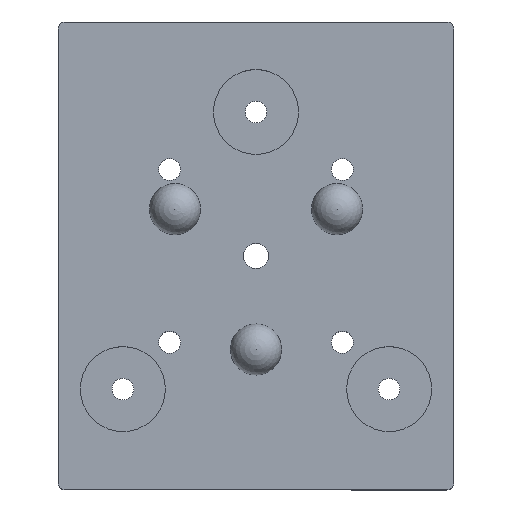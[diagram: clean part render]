
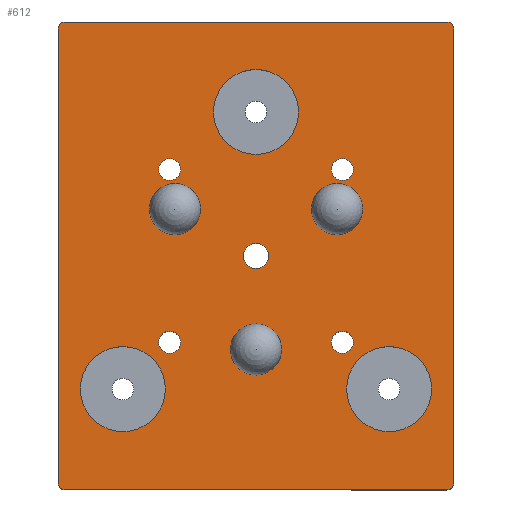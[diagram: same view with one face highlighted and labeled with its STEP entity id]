
A CAD part, top view. The second image highlights one B-rep face of the part: STEP entity #612.
In plain terms, the highlighted face is planar.
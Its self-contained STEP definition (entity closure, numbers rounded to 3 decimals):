
#27=CIRCLE('',#656,1.525);
#29=CIRCLE('',#659,1.525);
#31=CIRCLE('',#662,1.525);
#33=CIRCLE('',#665,1.525);
#35=CIRCLE('',#668,1.75);
#36=CIRCLE('',#670,1.);
#38=CIRCLE('',#674,1.);
#40=CIRCLE('',#677,1.);
#41=CIRCLE('',#678,1.);
#42=CIRCLE('',#679,3.55);
#43=CIRCLE('',#680,3.55);
#44=CIRCLE('',#681,3.55);
#45=CIRCLE('',#682,5.9);
#46=CIRCLE('',#683,5.9);
#47=CIRCLE('',#684,5.9);
#78=FACE_BOUND('',#152,.T.);
#79=FACE_BOUND('',#153,.T.);
#80=FACE_BOUND('',#154,.T.);
#81=FACE_BOUND('',#155,.T.);
#82=FACE_BOUND('',#156,.T.);
#83=FACE_BOUND('',#157,.T.);
#84=FACE_BOUND('',#158,.T.);
#85=FACE_BOUND('',#159,.T.);
#86=FACE_BOUND('',#160,.T.);
#87=FACE_BOUND('',#161,.T.);
#88=FACE_BOUND('',#162,.T.);
#116=FACE_OUTER_BOUND('',#151,.T.);
#151=EDGE_LOOP('',(#490,#491,#492,#493,#494,#495,#496,#497));
#152=EDGE_LOOP('',(#498));
#153=EDGE_LOOP('',(#499));
#154=EDGE_LOOP('',(#500));
#155=EDGE_LOOP('',(#501));
#156=EDGE_LOOP('',(#502));
#157=EDGE_LOOP('',(#503));
#158=EDGE_LOOP('',(#504));
#159=EDGE_LOOP('',(#505));
#160=EDGE_LOOP('',(#506));
#161=EDGE_LOOP('',(#507));
#162=EDGE_LOOP('',(#508));
#209=LINE('',#956,#254);
#220=LINE('',#1003,#265);
#223=LINE('',#1012,#268);
#224=LINE('',#1016,#269);
#254=VECTOR('',#758,10.);
#265=VECTOR('',#807,10.);
#268=VECTOR('',#818,10.);
#269=VECTOR('',#821,10.);
#293=VERTEX_POINT('',#954);
#294=VERTEX_POINT('',#955);
#298=VERTEX_POINT('',#965);
#300=VERTEX_POINT('',#971);
#302=VERTEX_POINT('',#977);
#304=VERTEX_POINT('',#983);
#306=VERTEX_POINT('',#989);
#308=VERTEX_POINT('',#994);
#309=VERTEX_POINT('',#996);
#311=VERTEX_POINT('',#1002);
#313=VERTEX_POINT('',#1011);
#314=VERTEX_POINT('',#1013);
#315=VERTEX_POINT('',#1015);
#316=VERTEX_POINT('',#1018);
#317=VERTEX_POINT('',#1020);
#318=VERTEX_POINT('',#1022);
#319=VERTEX_POINT('',#1024);
#320=VERTEX_POINT('',#1026);
#321=VERTEX_POINT('',#1028);
#355=EDGE_CURVE('',#293,#294,#209,.T.);
#361=EDGE_CURVE('',#298,#298,#27,.T.);
#364=EDGE_CURVE('',#300,#300,#29,.T.);
#367=EDGE_CURVE('',#302,#302,#31,.T.);
#370=EDGE_CURVE('',#304,#304,#33,.T.);
#373=EDGE_CURVE('',#306,#306,#35,.T.);
#375=EDGE_CURVE('',#308,#309,#36,.T.);
#378=EDGE_CURVE('',#311,#309,#220,.T.);
#381=EDGE_CURVE('',#311,#293,#38,.T.);
#383=EDGE_CURVE('',#313,#308,#223,.T.);
#384=EDGE_CURVE('',#314,#313,#40,.T.);
#385=EDGE_CURVE('',#315,#314,#224,.T.);
#386=EDGE_CURVE('',#294,#315,#41,.T.);
#387=EDGE_CURVE('',#316,#316,#42,.T.);
#388=EDGE_CURVE('',#317,#317,#43,.T.);
#389=EDGE_CURVE('',#318,#318,#44,.T.);
#390=EDGE_CURVE('',#319,#319,#45,.T.);
#391=EDGE_CURVE('',#320,#320,#46,.T.);
#392=EDGE_CURVE('',#321,#321,#47,.T.);
#490=ORIENTED_EDGE('',*,*,#355,.F.);
#491=ORIENTED_EDGE('',*,*,#381,.F.);
#492=ORIENTED_EDGE('',*,*,#378,.T.);
#493=ORIENTED_EDGE('',*,*,#375,.F.);
#494=ORIENTED_EDGE('',*,*,#383,.F.);
#495=ORIENTED_EDGE('',*,*,#384,.F.);
#496=ORIENTED_EDGE('',*,*,#385,.F.);
#497=ORIENTED_EDGE('',*,*,#386,.F.);
#498=ORIENTED_EDGE('',*,*,#387,.T.);
#499=ORIENTED_EDGE('',*,*,#388,.T.);
#500=ORIENTED_EDGE('',*,*,#389,.T.);
#501=ORIENTED_EDGE('',*,*,#390,.T.);
#502=ORIENTED_EDGE('',*,*,#391,.T.);
#503=ORIENTED_EDGE('',*,*,#392,.T.);
#504=ORIENTED_EDGE('',*,*,#361,.T.);
#505=ORIENTED_EDGE('',*,*,#364,.T.);
#506=ORIENTED_EDGE('',*,*,#367,.T.);
#507=ORIENTED_EDGE('',*,*,#370,.T.);
#508=ORIENTED_EDGE('',*,*,#373,.T.);
#589=PLANE('',#676);
#612=ADVANCED_FACE('',(#116,#78,#79,#80,#81,#82,#83,#84,#85,#86,#87,#88),
#589,.T.);
#656=AXIS2_PLACEMENT_3D('',#967,#767,#768);
#659=AXIS2_PLACEMENT_3D('',#973,#774,#775);
#662=AXIS2_PLACEMENT_3D('',#979,#781,#782);
#665=AXIS2_PLACEMENT_3D('',#985,#788,#789);
#668=AXIS2_PLACEMENT_3D('',#991,#795,#796);
#670=AXIS2_PLACEMENT_3D('',#997,#800,#801);
#674=AXIS2_PLACEMENT_3D('',#1008,#812,#813);
#676=AXIS2_PLACEMENT_3D('',#1010,#816,#817);
#677=AXIS2_PLACEMENT_3D('',#1014,#819,#820);
#678=AXIS2_PLACEMENT_3D('',#1017,#822,#823);
#679=AXIS2_PLACEMENT_3D('',#1019,#824,#825);
#680=AXIS2_PLACEMENT_3D('',#1021,#826,#827);
#681=AXIS2_PLACEMENT_3D('',#1023,#828,#829);
#682=AXIS2_PLACEMENT_3D('',#1025,#830,#831);
#683=AXIS2_PLACEMENT_3D('',#1027,#832,#833);
#684=AXIS2_PLACEMENT_3D('',#1029,#834,#835);
#758=DIRECTION('',(0.,-1.,0.));
#767=DIRECTION('center_axis',(-1.,0.,0.));
#768=DIRECTION('ref_axis',(0.,0.,-1.));
#774=DIRECTION('center_axis',(-1.,0.,0.));
#775=DIRECTION('ref_axis',(0.,0.,-1.));
#781=DIRECTION('center_axis',(-1.,0.,0.));
#782=DIRECTION('ref_axis',(0.,0.,-1.));
#788=DIRECTION('center_axis',(-1.,0.,0.));
#789=DIRECTION('ref_axis',(0.,0.,-1.));
#795=DIRECTION('center_axis',(-1.,0.,0.));
#796=DIRECTION('ref_axis',(0.,0.,-1.));
#800=DIRECTION('center_axis',(-1.,0.,0.));
#801=DIRECTION('ref_axis',(0.,0.707,0.707));
#807=DIRECTION('',(0.,0.,1.));
#812=DIRECTION('center_axis',(-1.,0.,0.));
#813=DIRECTION('ref_axis',(0.,0.707,-0.707));
#816=DIRECTION('center_axis',(1.,0.,0.));
#817=DIRECTION('ref_axis',(0.,1.,0.));
#818=DIRECTION('',(0.,1.,0.));
#819=DIRECTION('center_axis',(-1.,0.,0.));
#820=DIRECTION('ref_axis',(0.,-0.707,0.707));
#821=DIRECTION('',(0.,0.,1.));
#822=DIRECTION('center_axis',(-1.,0.,0.));
#823=DIRECTION('ref_axis',(0.,-0.707,-0.707));
#824=DIRECTION('center_axis',(-1.,0.,0.));
#825=DIRECTION('ref_axis',(0.,0.,1.));
#826=DIRECTION('center_axis',(-1.,0.,0.));
#827=DIRECTION('ref_axis',(0.,0.,1.));
#828=DIRECTION('center_axis',(-1.,0.,0.));
#829=DIRECTION('ref_axis',(0.,0.,1.));
#830=DIRECTION('center_axis',(-1.,0.,0.));
#831=DIRECTION('ref_axis',(0.,1.,0.));
#832=DIRECTION('center_axis',(-1.,0.,0.));
#833=DIRECTION('ref_axis',(0.,1.,0.));
#834=DIRECTION('center_axis',(-1.,0.,0.));
#835=DIRECTION('ref_axis',(0.,1.,0.));
#954=CARTESIAN_POINT('',(0.,64.,0.));
#955=CARTESIAN_POINT('',(0.,1.,0.));
#956=CARTESIAN_POINT('',(0.,16.25,0.));
#965=CARTESIAN_POINT('',(0.,44.5,41.025));
#967=CARTESIAN_POINT('Origin',(0.,44.5,39.5));
#971=CARTESIAN_POINT('',(0.,20.5,17.025));
#973=CARTESIAN_POINT('Origin',(0.,20.5,15.5));
#977=CARTESIAN_POINT('',(0.,20.5,41.025));
#979=CARTESIAN_POINT('Origin',(0.,20.5,39.5));
#983=CARTESIAN_POINT('',(0.,44.5,17.025));
#985=CARTESIAN_POINT('Origin',(0.,44.5,15.5));
#989=CARTESIAN_POINT('',(0.,32.5,29.25));
#991=CARTESIAN_POINT('Origin',(0.,32.5,27.5));
#994=CARTESIAN_POINT('',(0.,64.,55.));
#996=CARTESIAN_POINT('',(0.,65.,54.));
#997=CARTESIAN_POINT('Origin',(0.,64.,54.));
#1002=CARTESIAN_POINT('',(0.,65.,1.));
#1003=CARTESIAN_POINT('',(0.,65.,0.));
#1008=CARTESIAN_POINT('Origin',(0.,64.,1.));
#1010=CARTESIAN_POINT('Origin',(0.,0.,0.));
#1011=CARTESIAN_POINT('',(0.,1.,55.));
#1012=CARTESIAN_POINT('',(0.,0.,55.));
#1013=CARTESIAN_POINT('',(0.,0.,54.));
#1014=CARTESIAN_POINT('Origin',(0.,1.,54.));
#1015=CARTESIAN_POINT('',(0.,0.,1.));
#1016=CARTESIAN_POINT('',(0.,0.,0.));
#1017=CARTESIAN_POINT('Origin',(0.,1.,1.));
#1018=CARTESIAN_POINT('',(0.,37.225,19.316));
#1019=CARTESIAN_POINT('Origin',(0.,39.,16.242));
#1020=CARTESIAN_POINT('',(0.,37.225,35.684));
#1021=CARTESIAN_POINT('Origin',(0.,39.,38.758));
#1022=CARTESIAN_POINT('',(0.,23.05,27.5));
#1023=CARTESIAN_POINT('Origin',(0.,19.5,27.5));
#1024=CARTESIAN_POINT('',(0.,8.1,46.));
#1025=CARTESIAN_POINT('Origin',(0.,14.,46.));
#1026=CARTESIAN_POINT('',(0.,8.1,9.));
#1027=CARTESIAN_POINT('Origin',(0.,14.,9.));
#1028=CARTESIAN_POINT('',(0.,46.6,27.5));
#1029=CARTESIAN_POINT('Origin',(0.,52.5,27.5));
